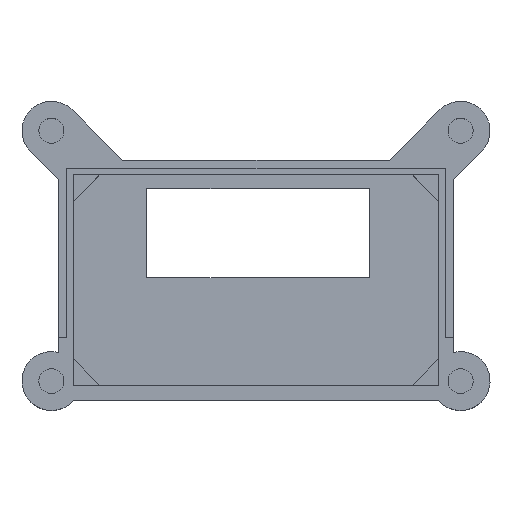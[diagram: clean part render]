
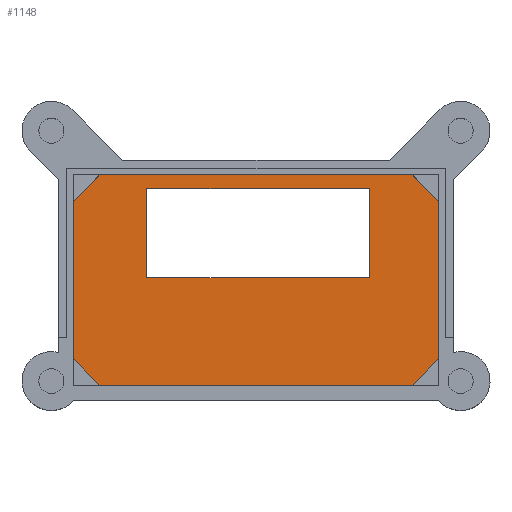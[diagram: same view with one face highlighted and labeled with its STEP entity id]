
A CAD part, top view. The second image highlights one B-rep face of the part: STEP entity #1148.
In plain terms, the highlighted planar face has unit normal (0, 0, 1).
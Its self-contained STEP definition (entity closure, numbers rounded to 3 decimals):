
#28=FACE_BOUND('',#419,.T.);
#51=LINE('',#1663,#177);
#54=LINE('',#1668,#180);
#105=LINE('',#1831,#231);
#108=LINE('',#1836,#234);
#109=LINE('',#1838,#235);
#110=LINE('',#1841,#236);
#111=LINE('',#1843,#237);
#112=LINE('',#1845,#238);
#113=LINE('',#1847,#239);
#114=LINE('',#1849,#240);
#115=LINE('',#1851,#241);
#116=LINE('',#1852,#242);
#177=VECTOR('',#1339,10.);
#180=VECTOR('',#1344,10.);
#231=VECTOR('',#1495,10.);
#234=VECTOR('',#1500,10.);
#235=VECTOR('',#1503,10.);
#236=VECTOR('',#1506,10.);
#237=VECTOR('',#1507,10.);
#238=VECTOR('',#1508,10.);
#239=VECTOR('',#1509,10.);
#240=VECTOR('',#1510,10.);
#241=VECTOR('',#1511,10.);
#242=VECTOR('',#1512,10.);
#344=FACE_OUTER_BOUND('',#418,.T.);
#418=EDGE_LOOP('',(#913,#914,#915,#916,#917,#918,#919,#920));
#419=EDGE_LOOP('',(#921,#922,#923,#924));
#495=VERTEX_POINT('',#1660);
#496=VERTEX_POINT('',#1662);
#497=VERTEX_POINT('',#1666);
#542=VERTEX_POINT('',#1828);
#543=VERTEX_POINT('',#1830);
#544=VERTEX_POINT('',#1834);
#545=VERTEX_POINT('',#1840);
#546=VERTEX_POINT('',#1842);
#547=VERTEX_POINT('',#1844);
#548=VERTEX_POINT('',#1846);
#549=VERTEX_POINT('',#1848);
#550=VERTEX_POINT('',#1850);
#600=EDGE_CURVE('',#496,#495,#51,.T.);
#603=EDGE_CURVE('',#495,#497,#54,.T.);
#676=EDGE_CURVE('',#543,#542,#105,.T.);
#679=EDGE_CURVE('',#544,#497,#108,.T.);
#680=EDGE_CURVE('',#544,#496,#109,.T.);
#681=EDGE_CURVE('',#545,#543,#110,.T.);
#682=EDGE_CURVE('',#542,#546,#111,.T.);
#683=EDGE_CURVE('',#546,#547,#112,.T.);
#684=EDGE_CURVE('',#547,#548,#113,.T.);
#685=EDGE_CURVE('',#548,#549,#114,.T.);
#686=EDGE_CURVE('',#549,#550,#115,.T.);
#687=EDGE_CURVE('',#550,#545,#116,.T.);
#913=ORIENTED_EDGE('',*,*,#681,.T.);
#914=ORIENTED_EDGE('',*,*,#676,.T.);
#915=ORIENTED_EDGE('',*,*,#682,.T.);
#916=ORIENTED_EDGE('',*,*,#683,.T.);
#917=ORIENTED_EDGE('',*,*,#684,.T.);
#918=ORIENTED_EDGE('',*,*,#685,.T.);
#919=ORIENTED_EDGE('',*,*,#686,.T.);
#920=ORIENTED_EDGE('',*,*,#687,.T.);
#921=ORIENTED_EDGE('',*,*,#679,.F.);
#922=ORIENTED_EDGE('',*,*,#680,.T.);
#923=ORIENTED_EDGE('',*,*,#600,.T.);
#924=ORIENTED_EDGE('',*,*,#603,.T.);
#1081=PLANE('',#1257);
#1148=ADVANCED_FACE('',(#344,#28),#1081,.T.);
#1257=AXIS2_PLACEMENT_3D('',#1839,#1504,#1505);
#1339=DIRECTION('',(0.,1.,0.));
#1344=DIRECTION('',(1.,0.,0.));
#1495=DIRECTION('',(0.,-1.,0.));
#1500=DIRECTION('',(0.,1.,0.));
#1503=DIRECTION('',(-1.,0.,0.));
#1504=DIRECTION('center_axis',(0.,0.,1.));
#1505=DIRECTION('ref_axis',(-1.,0.,0.));
#1506=DIRECTION('',(-0.707,-0.707,0.));
#1507=DIRECTION('',(0.707,-0.707,0.));
#1508=DIRECTION('',(1.,0.,0.));
#1509=DIRECTION('',(0.707,0.707,0.));
#1510=DIRECTION('',(0.,1.,0.));
#1511=DIRECTION('',(-0.707,0.707,0.));
#1512=DIRECTION('',(-1.,0.,0.));
#1660=CARTESIAN_POINT('',(-14.953,12.425,-5.271));
#1662=CARTESIAN_POINT('',(-14.953,0.309,-5.271));
#1663=CARTESIAN_POINT('',(-14.953,0.309,-5.271));
#1666=CARTESIAN_POINT('',(15.32,12.425,-5.271));
#1668=CARTESIAN_POINT('',(-14.953,12.425,-5.271));
#1828=CARTESIAN_POINT('',(-24.902,-10.7,-5.271));
#1830=CARTESIAN_POINT('',(-24.902,10.675,-5.271));
#1831=CARTESIAN_POINT('',(-24.902,7.131,-5.271));
#1834=CARTESIAN_POINT('',(15.32,0.309,-5.271));
#1836=CARTESIAN_POINT('',(15.32,0.309,-5.271));
#1838=CARTESIAN_POINT('',(17.328,0.309,-5.271));
#1839=CARTESIAN_POINT('Origin',(-0.114,-0.013,
-5.271));
#1840=CARTESIAN_POINT('',(-21.302,14.275,-5.271));
#1841=CARTESIAN_POINT('',(-19.227,16.35,-5.271));
#1842=CARTESIAN_POINT('',(-21.302,-14.3,-5.271));
#1843=CARTESIAN_POINT('',(-21.727,-13.875,-5.271));
#1844=CARTESIAN_POINT('',(21.073,-14.3,-5.271));
#1845=CARTESIAN_POINT('',(-12.508,-14.3,-5.271));
#1846=CARTESIAN_POINT('',(24.673,-10.7,-5.271));
#1847=CARTESIAN_POINT('',(18.998,-16.375,-5.271));
#1848=CARTESIAN_POINT('',(24.673,10.675,-5.271));
#1849=CARTESIAN_POINT('',(24.673,-7.156,-5.271));
#1850=CARTESIAN_POINT('',(21.073,14.275,-5.271));
#1851=CARTESIAN_POINT('',(21.498,13.85,-5.271));
#1852=CARTESIAN_POINT('',(12.279,14.275,-5.271));
